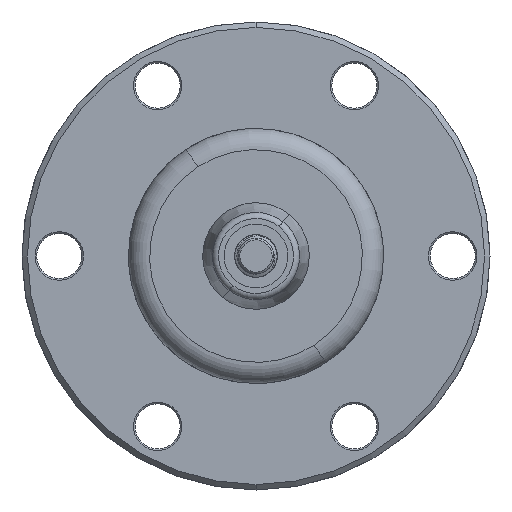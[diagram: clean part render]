
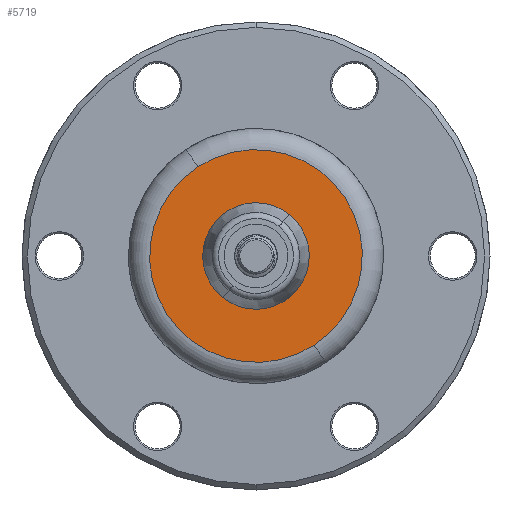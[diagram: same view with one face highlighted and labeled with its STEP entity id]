
A CAD part, front view. The second image highlights one B-rep face of the part: STEP entity #5719.
In plain terms, the highlighted planar face has unit normal (0, -1, 0).
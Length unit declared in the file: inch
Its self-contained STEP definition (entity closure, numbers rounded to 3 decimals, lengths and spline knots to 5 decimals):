
#33 = AXIS2_PLACEMENT_3D ( 'NONE', #5465, #1844, #105 ) ;
#105 = DIRECTION ( 'NONE',  ( -0.547, 0., 0.837 ) ) ;
#166 = CARTESIAN_POINT ( 'NONE',  ( 0.17092, -2.22827, -0.26162 ) ) ;
#454 = EDGE_LOOP ( 'NONE', ( #5956, #1025 ) ) ;
#644 = AXIS2_PLACEMENT_3D ( 'NONE', #166, #1942, #3024 ) ;
#654 = CARTESIAN_POINT ( 'NONE',  ( 0., -2.22827, 0. ) ) ;
#891 = VERTEX_POINT ( 'NONE', #1139 ) ;
#903 = AXIS2_PLACEMENT_3D ( 'NONE', #654, #3600, #2969 ) ;
#1025 = ORIENTED_EDGE ( 'NONE', *, *, #4290, .F. ) ;
#1139 = CARTESIAN_POINT ( 'NONE',  ( 0.17092, -2.22827, -0.26162 ) ) ;
#1391 = CIRCLE ( 'NONE', #33, 0.625 ) ;
#1457 = CARTESIAN_POINT ( 'NONE',  ( 0., -2.22827, 0. ) ) ;
#1844 = DIRECTION ( 'NONE',  ( 0., -1., 0. ) ) ;
#1942 = DIRECTION ( 'NONE',  ( 0., 1., 0. ) ) ;
#1950 = ORIENTED_EDGE ( 'NONE', *, *, #3316, .T. ) ;
#2025 = AXIS2_PLACEMENT_3D ( 'NONE', #4085, #7029, #4661 ) ;
#2356 = VERTEX_POINT ( 'NONE', #6119 ) ;
#2387 = AXIS2_PLACEMENT_3D ( 'NONE', #1457, #5581, #6142 ) ;
#2404 = VERTEX_POINT ( 'NONE', #2663 ) ;
#2447 = PLANE ( 'NONE',  #644 ) ;
#2663 = CARTESIAN_POINT ( 'NONE',  ( -0.17092, -2.22827, 0.26162 ) ) ;
#2969 = DIRECTION ( 'NONE',  ( -0.547, 0., 0.837 ) ) ;
#3024 = DIRECTION ( 'NONE',  ( 0.547, 0., -0.837 ) ) ;
#3259 = CIRCLE ( 'NONE', #903, 0.3125 ) ;
#3316 = EDGE_CURVE ( 'NONE', #7130, #2356, #1391, .T. ) ;
#3562 = EDGE_CURVE ( 'NONE', #2356, #7130, #5076, .T. ) ;
#3600 = DIRECTION ( 'NONE',  ( 0., -1., 0. ) ) ;
#3659 = ORIENTED_EDGE ( 'NONE', *, *, #3562, .T. ) ;
#4076 = EDGE_CURVE ( 'NONE', #2404, #891, #3259, .T. ) ;
#4085 = CARTESIAN_POINT ( 'NONE',  ( 0., -2.22827, 0. ) ) ;
#4152 = EDGE_LOOP ( 'NONE', ( #3659, #1950 ) ) ;
#4290 = EDGE_CURVE ( 'NONE', #891, #2404, #5339, .T. ) ;
#4661 = DIRECTION ( 'NONE',  ( -0.547, 0., 0.837 ) ) ;
#5076 = CIRCLE ( 'NONE', #2387, 0.625 ) ;
#5339 = CIRCLE ( 'NONE', #2025, 0.3125 ) ;
#5443 = FACE_OUTER_BOUND ( 'NONE', #4152, .T. ) ;
#5465 = CARTESIAN_POINT ( 'NONE',  ( 0., -2.22827, 0. ) ) ;
#5581 = DIRECTION ( 'NONE',  ( 0., -1., 0. ) ) ;
#5719 = ADVANCED_FACE ( 'NONE', ( #7129, #5443 ), #2447, .F. ) ;
#5956 = ORIENTED_EDGE ( 'NONE', *, *, #4076, .F. ) ;
#6119 = CARTESIAN_POINT ( 'NONE',  ( -0.34184, -2.22827, 0.52323 ) ) ;
#6142 = DIRECTION ( 'NONE',  ( -0.547, 0., 0.837 ) ) ;
#6967 = CARTESIAN_POINT ( 'NONE',  ( 0.34184, -2.22827, -0.52323 ) ) ;
#7029 = DIRECTION ( 'NONE',  ( 0., -1., 0. ) ) ;
#7129 = FACE_BOUND ( 'NONE', #454, .T. ) ;
#7130 = VERTEX_POINT ( 'NONE', #6967 ) ;
